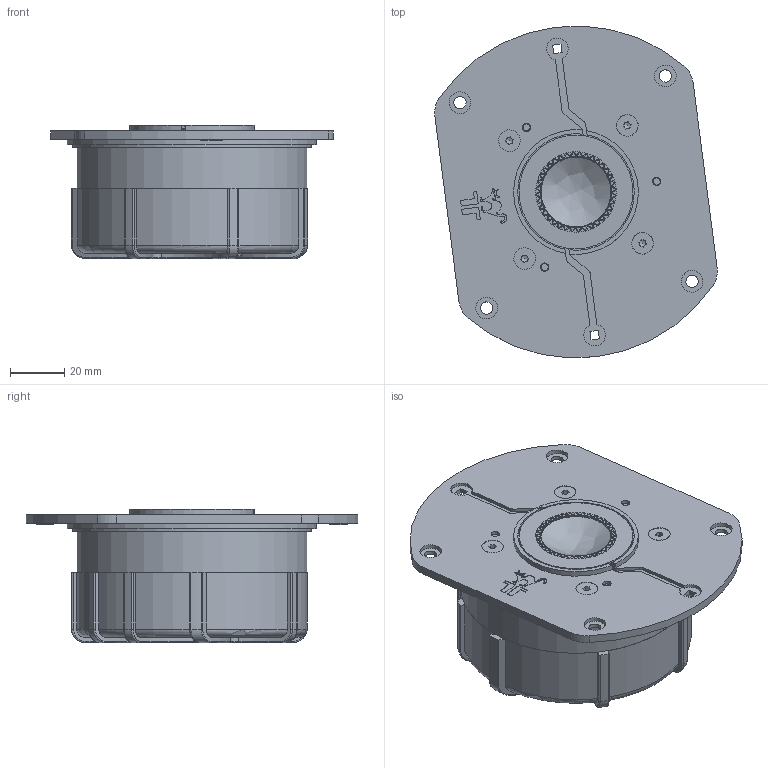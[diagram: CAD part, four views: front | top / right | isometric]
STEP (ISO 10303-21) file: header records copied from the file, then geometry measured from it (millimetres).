
FILE_DESCRIPTION (( 'STEP AP203' ), '1' );
FILE_NAME ('25TFX8-065 3D outline drawing 20230407.STEP', '2023-04-07T11:47:32', ( '' ), ( '' ), 'SwSTEP 2.0', 'SolidWorks 2020', '' );
FILE_SCHEMA (( 'CONFIG_CONTROL_DESIGN' ));
Length unit declared in the file: millimetre
Products named in the file (1): 25TFX8-065 3D outline drawing 20230407
Bounding box: 104.22 x 122.33 x 49.16 mm (x, y, z)
Volume: 149770.8 mm3; surface area: 79956.5 mm2
Topology: 10 solids, 10 shells, 1095 faces, 3059 edges, 2008 vertices
Faces by surface type: plane 593, cylinder 309, bspline 133, torus 44, cone 16
Full cylindrical faces by diameter (mm): 3 x6, 3.05 x3, 4 x37, 4.5 x8, 8 x12, 21.4 x1, 26 x1, 29.6 x1, 32 x1, 35.8 x1, 42 x1, 85 x1, 88 x1, 89 x1, 92 x1
Entity records: 40616 total; most frequent: CARTESIAN_POINT 14077, ORIENTED_EDGE 5774, DIRECTION 5204, EDGE_CURVE 2887, VERTEX_POINT 1934, AXIS2_PLACEMENT_3D 1877, LINE 1450, VECTOR 1450
